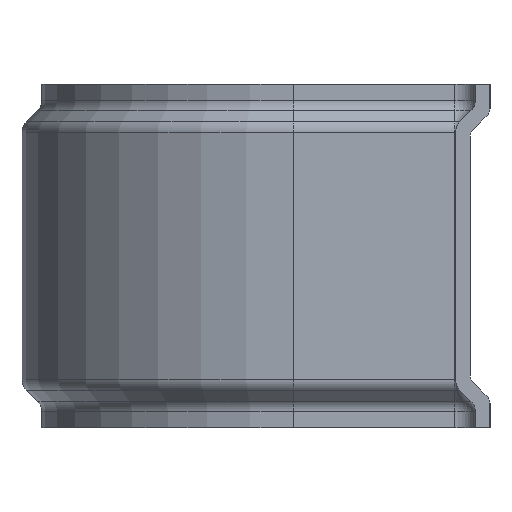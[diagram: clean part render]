
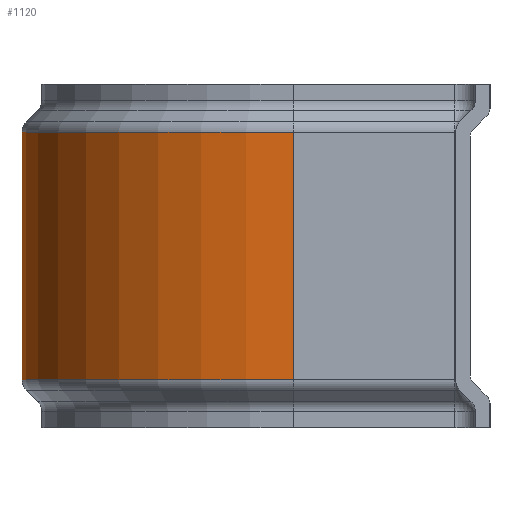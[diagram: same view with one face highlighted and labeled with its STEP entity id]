
A CAD part, left-side view. The second image highlights one B-rep face of the part: STEP entity #1120.
In plain terms, the highlighted cylindrical face has radius 27.65 mm (diameter 55.3 mm), a partial arc.
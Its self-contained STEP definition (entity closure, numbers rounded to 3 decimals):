
#33 = DIRECTION ( 'NONE',  ( 0., 0., 1. ) ) ;
#59 = CARTESIAN_POINT ( 'NONE',  ( 0., 20., 0. ) ) ;
#76 = LINE ( 'NONE', #3093, #1233 ) ;
#80 = VERTEX_POINT ( 'NONE', #1156 ) ;
#367 = EDGE_LOOP ( 'NONE', ( #2519, #2683, #1021, #3091 ) ) ;
#426 = VERTEX_POINT ( 'NONE', #3246 ) ;
#722 = AXIS2_PLACEMENT_3D ( 'NONE', #2758, #33, #1257 ) ;
#786 = CIRCLE ( 'NONE', #722, 27.65 ) ;
#790 = EDGE_CURVE ( 'NONE', #841, #426, #2747, .T. ) ;
#841 = VERTEX_POINT ( 'NONE', #1719 ) ;
#1004 = CARTESIAN_POINT ( 'NONE',  ( 0., 20., -12.586 ) ) ;
#1021 = ORIENTED_EDGE ( 'NONE', *, *, #1587, .F. ) ;
#1120 = ADVANCED_FACE ( 'NONE', ( #3704 ), #2153, .T. ) ;
#1156 = CARTESIAN_POINT ( 'NONE',  ( 27.65, 20., 12.586 ) ) ;
#1233 = VECTOR ( 'NONE', #3353, 1000. ) ;
#1257 = DIRECTION ( 'NONE',  ( 0., 1., 0. ) ) ;
#1290 = DIRECTION ( 'NONE',  ( 0., 1., 0. ) ) ;
#1386 = DIRECTION ( 'NONE',  ( 0., 0., -1. ) ) ;
#1406 = LINE ( 'NONE', #1691, #3376 ) ;
#1421 = CARTESIAN_POINT ( 'NONE',  ( -27.65, 20., 12.586 ) ) ;
#1578 = EDGE_CURVE ( 'NONE', #841, #80, #76, .T. ) ;
#1587 = EDGE_CURVE ( 'NONE', #80, #2494, #786, .T. ) ;
#1672 = EDGE_CURVE ( 'NONE', #2494, #426, #1406, .T. ) ;
#1691 = CARTESIAN_POINT ( 'NONE',  ( -27.65, 20., 12.586 ) ) ;
#1719 = CARTESIAN_POINT ( 'NONE',  ( 27.65, 20., -12.586 ) ) ;
#1852 = DIRECTION ( 'NONE',  ( 0., 0., 1. ) ) ;
#1928 = AXIS2_PLACEMENT_3D ( 'NONE', #1004, #3417, #1290 ) ;
#2153 = CYLINDRICAL_SURFACE ( 'NONE', #3040, 27.65 ) ;
#2494 = VERTEX_POINT ( 'NONE', #1421 ) ;
#2519 = ORIENTED_EDGE ( 'NONE', *, *, #790, .T. ) ;
#2683 = ORIENTED_EDGE ( 'NONE', *, *, #1672, .F. ) ;
#2747 = CIRCLE ( 'NONE', #1928, 27.65 ) ;
#2758 = CARTESIAN_POINT ( 'NONE',  ( 0., 20., 12.586 ) ) ;
#3040 = AXIS2_PLACEMENT_3D ( 'NONE', #59, #1852, #3682 ) ;
#3091 = ORIENTED_EDGE ( 'NONE', *, *, #1578, .F. ) ;
#3093 = CARTESIAN_POINT ( 'NONE',  ( 27.65, 20., 12.586 ) ) ;
#3246 = CARTESIAN_POINT ( 'NONE',  ( -27.65, 20., -12.586 ) ) ;
#3353 = DIRECTION ( 'NONE',  ( 0., 0., 1. ) ) ;
#3376 = VECTOR ( 'NONE', #1386, 1000. ) ;
#3417 = DIRECTION ( 'NONE',  ( 0., 0., 1. ) ) ;
#3682 = DIRECTION ( 'NONE',  ( 1., 0., 0. ) ) ;
#3704 = FACE_OUTER_BOUND ( 'NONE', #367, .T. ) ;
